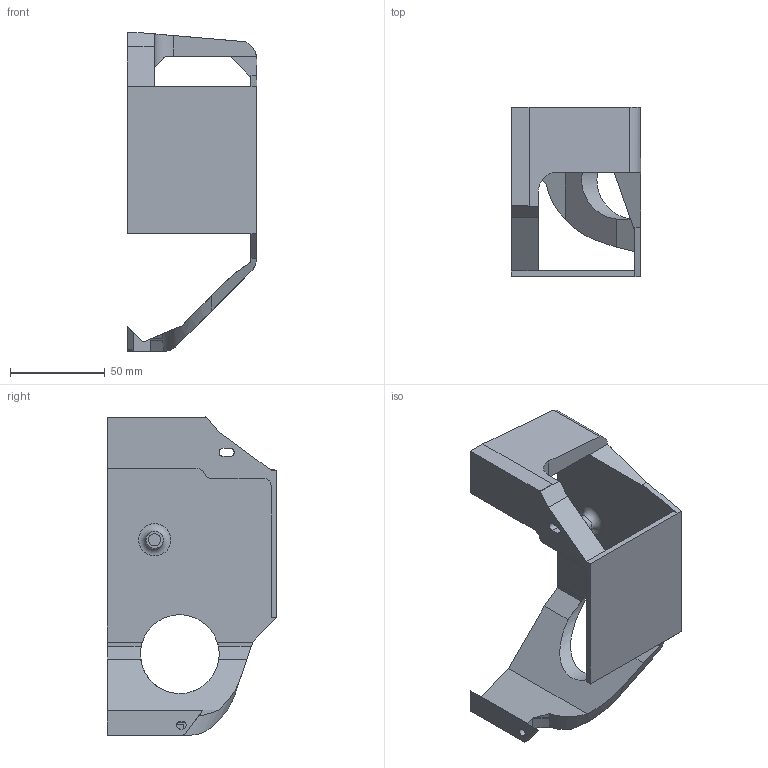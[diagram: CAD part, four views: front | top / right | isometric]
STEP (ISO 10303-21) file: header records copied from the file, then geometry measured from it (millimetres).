
FILE_DESCRIPTION(/* description */ (''),/* implementation_level */ '2;1');
FILE_NAME(/* name */ '',/* time_stamp */ '2024-10-02T19:48:46+03:00',/* author */ ('Phantom'),/* organization */ (''),/* preprocessor_version */ 'ST-DEVELOPER v20',/* originating_system */ 'Autodesk Inventor 2025',/* authorisation */ '');
FILE_SCHEMA (('AUTOMOTIVE_DESIGN { 1 0 10303 214 3 1 1 }'));
Length unit declared in the file: millimetre
Products named in the file (3): единое крепление; крепл для колёс 
встав часть. вторая 
часть; крепл для колёс 
встав часть
Assembly tree (2 placements, depth 2):
  единое крепление
    крепл для колёс 
встав часть. вторая 
часть
    крепл для колёс 
встав часть
Bounding box: 68 x 89.28 x 167.89 mm (x, y, z)
Volume: 111349.2 mm3; surface area: 50311.4 mm2
Topology: 2 solids, 2 shells, 74 faces, 208 edges, 144 vertices
Faces by surface type: plane 50, cylinder 18, bspline 5, torus 1
Full cylindrical faces by diameter (mm): 6.5 x1, 9 x1
Entity records: 2715 total; most frequent: CARTESIAN_POINT 670, ORIENTED_EDGE 412, DIRECTION 384, EDGE_CURVE 206, LINE 148, VECTOR 148, VERTEX_POINT 136, AXIS2_PLACEMENT_3D 118
